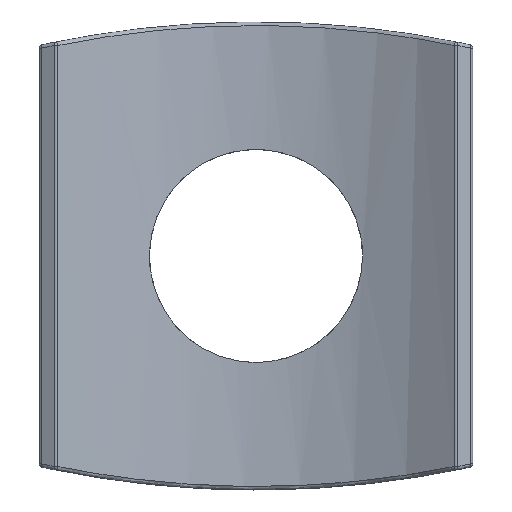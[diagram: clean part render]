
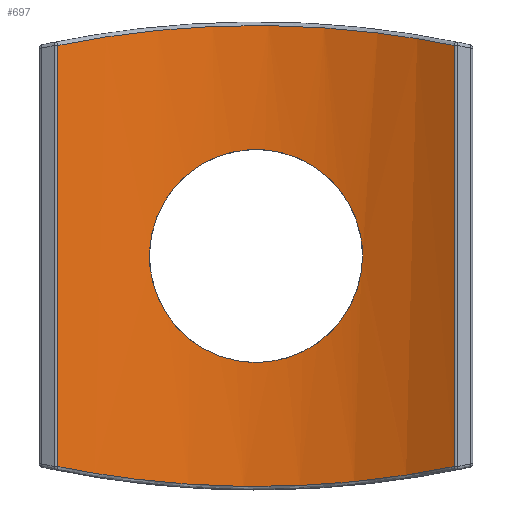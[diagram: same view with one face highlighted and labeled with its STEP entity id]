
A CAD part, front view. The second image highlights one B-rep face of the part: STEP entity #697.
In plain terms, the highlighted cylindrical face has radius 315 mm (diameter 630 mm), a partial arc.
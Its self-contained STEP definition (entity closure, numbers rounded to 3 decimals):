
#35=LINE('',#1120,#55);
#53=LINE('',#1496,#73);
#55=VECTOR('',#869,377.85);
#73=VECTOR('',#989,377.85);
#87=B_SPLINE_CURVE_WITH_KNOTS('',3,(#1195,#1196,#1197,#1198,#1199,#1200,
#1201,#1202,#1203,#1204),.UNSPECIFIED.,.F.,.F.,(4,1,1,1,1,1,1,4),(-39.556,
-34.076,-28.595,-23.114,-17.633,
-12.153,-6.672,-1.191),.UNSPECIFIED.);
#93=B_SPLINE_CURVE_WITH_KNOTS('',3,(#1579,#1580,#1581,#1582,#1583,#1584,
#1585,#1586,#1587,#1588),.UNSPECIFIED.,.F.,.F.,(4,1,1,1,1,1,1,4),(-39.556,
-34.076,-28.595,-23.114,-17.633,
-12.153,-6.672,-1.191),.UNSPECIFIED.);
#95=B_SPLINE_CURVE_WITH_KNOTS('',3,(#1601,#1602,#1603,#1604,#1605,#1606,
#1607,#1608,#1609,#1610,#1611,#1612,#1613,#1614,#1615,#1616,#1617,#1618,
#1619,#1620,#1621,#1622,#1623,#1624,#1625,#1626,#1627,#1628,#1629,#1630,
#1631,#1632,#1633,#1634,#1635,#1636,#1637,#1638,#1639,#1640,#1641,#1642,
#1643,#1644,#1645,#1646,#1647,#1648,#1649,#1650,#1651,#1652,#1653,#1654,
#1655,#1656,#1657,#1658,#1659,#1660,#1661,#1662,#1663,#1664,#1665,#1666),
 .UNSPECIFIED.,.T.,.F.,(4,2,2,2,2,2,2,2,2,2,2,2,2,2,2,2,2,2,2,2,2,2,2,2,
2,2,2,2,2,2,2,2,4),(0.,1.814,3.627,5.441,
7.255,9.068,10.881,12.694,14.508,
16.321,18.134,19.947,21.76,23.574,
25.388,27.202,29.015,30.829,32.643,
34.456,36.27,38.083,39.897,41.71,
43.523,45.336,47.149,48.962,50.776,
52.589,54.403,56.217,58.031),
 .UNSPECIFIED.);
#110=CYLINDRICAL_SURFACE('',#794,315.);
#133=FACE_BOUND('',#242,.T.);
#182=FACE_OUTER_BOUND('',#241,.T.);
#241=EDGE_LOOP('',(#592,#593,#594,#595));
#242=EDGE_LOOP('',(#596));
#336=VERTEX_POINT('',#1099);
#338=VERTEX_POINT('',#1105);
#341=VERTEX_POINT('',#1112);
#347=VERTEX_POINT('',#1129);
#371=VERTEX_POINT('',#1600);
#400=EDGE_CURVE('',#341,#336,#35,.T.);
#407=EDGE_CURVE('',#347,#341,#87,.T.);
#457=EDGE_CURVE('',#338,#347,#53,.T.);
#460=EDGE_CURVE('',#336,#338,#93,.T.);
#462=EDGE_CURVE('',#371,#371,#95,.T.);
#592=ORIENTED_EDGE('',*,*,#400,.F.);
#593=ORIENTED_EDGE('',*,*,#407,.F.);
#594=ORIENTED_EDGE('',*,*,#457,.F.);
#595=ORIENTED_EDGE('',*,*,#460,.F.);
#596=ORIENTED_EDGE('',*,*,#462,.T.);
#697=ADVANCED_FACE('',(#182,#133),#110,.F.);
#794=AXIS2_PLACEMENT_3D('',#1599,#994,#995);
#869=DIRECTION('',(0.,0.,-1.));
#989=DIRECTION('',(0.,0.,1.));
#994=DIRECTION('center_axis',(0.,0.,1.));
#995=DIRECTION('ref_axis',(-1.,0.,0.));
#1099=CARTESIAN_POINT('',(177.759,260.051,-188.925));
#1105=CARTESIAN_POINT('',(-177.759,260.051,-188.925));
#1112=CARTESIAN_POINT('',(177.759,260.051,188.925));
#1120=CARTESIAN_POINT('',(177.759,260.051,0.));
#1129=CARTESIAN_POINT('',(-177.759,260.051,188.925));
#1195=CARTESIAN_POINT('Ctrl Pts',(-177.759,260.051,188.925));
#1196=CARTESIAN_POINT('Ctrl Pts',(-163.03,270.12,191.925));
#1197=CARTESIAN_POINT('Ctrl Pts',(-131.794,287.792,197.507));
#1198=CARTESIAN_POINT('Ctrl Pts',(-80.838,306.057,203.696));
#1199=CARTESIAN_POINT('Ctrl Pts',(-27.245,315.388,206.986));
#1200=CARTESIAN_POINT('Ctrl Pts',(27.245,315.389,206.987));
#1201=CARTESIAN_POINT('Ctrl Pts',(80.838,306.056,203.695));
#1202=CARTESIAN_POINT('Ctrl Pts',(131.794,287.792,197.507));
#1203=CARTESIAN_POINT('Ctrl Pts',(163.03,270.12,191.925));
#1204=CARTESIAN_POINT('Ctrl Pts',(177.759,260.051,188.925));
#1496=CARTESIAN_POINT('',(-177.759,260.051,0.));
#1579=CARTESIAN_POINT('Ctrl Pts',(177.759,260.051,-188.925));
#1580=CARTESIAN_POINT('Ctrl Pts',(163.03,270.12,-191.925));
#1581=CARTESIAN_POINT('Ctrl Pts',(131.794,287.792,-197.507));
#1582=CARTESIAN_POINT('Ctrl Pts',(80.838,306.057,-203.696));
#1583=CARTESIAN_POINT('Ctrl Pts',(27.245,315.388,-206.986));
#1584=CARTESIAN_POINT('Ctrl Pts',(-27.245,315.389,-206.987));
#1585=CARTESIAN_POINT('Ctrl Pts',(-80.838,306.056,-203.695));
#1586=CARTESIAN_POINT('Ctrl Pts',(-131.794,287.792,-197.507));
#1587=CARTESIAN_POINT('Ctrl Pts',(-163.03,270.12,-191.925));
#1588=CARTESIAN_POINT('Ctrl Pts',(-177.759,260.051,-188.925));
#1599=CARTESIAN_POINT('Origin',(0.,0.,0.));
#1600=CARTESIAN_POINT('',(95.625,300.135,0.));
#1601=CARTESIAN_POINT('Ctrl Pts',(95.625,300.135,0.));
#1602=CARTESIAN_POINT('Ctrl Pts',(95.625,300.135,-6.046));
#1603=CARTESIAN_POINT('Ctrl Pts',(95.042,300.322,-12.285));
#1604=CARTESIAN_POINT('Ctrl Pts',(92.603,301.083,-24.67));
#1605=CARTESIAN_POINT('Ctrl Pts',(90.747,301.656,-30.816));
#1606=CARTESIAN_POINT('Ctrl Pts',(85.857,303.084,-42.584));
#1607=CARTESIAN_POINT('Ctrl Pts',(82.818,303.94,-48.215));
#1608=CARTESIAN_POINT('Ctrl Pts',(75.811,305.763,-58.619));
#1609=CARTESIAN_POINT('Ctrl Pts',(71.841,306.729,-63.393));
#1610=CARTESIAN_POINT('Ctrl Pts',(63.394,308.585,-71.84));
#1611=CARTESIAN_POINT('Ctrl Pts',(58.621,309.542,-75.809));
#1612=CARTESIAN_POINT('Ctrl Pts',(48.216,311.333,-82.817));
#1613=CARTESIAN_POINT('Ctrl Pts',(42.584,312.165,-85.856));
#1614=CARTESIAN_POINT('Ctrl Pts',(30.815,313.545,-90.748));
#1615=CARTESIAN_POINT('Ctrl Pts',(24.668,314.094,-92.604));
#1616=CARTESIAN_POINT('Ctrl Pts',(12.282,314.822,-95.043));
#1617=CARTESIAN_POINT('Ctrl Pts',(6.044,315.,-95.625));
#1618=CARTESIAN_POINT('Ctrl Pts',(-6.044,315.,-95.625));
#1619=CARTESIAN_POINT('Ctrl Pts',(-12.282,314.822,-95.043));
#1620=CARTESIAN_POINT('Ctrl Pts',(-24.668,314.094,-92.604));
#1621=CARTESIAN_POINT('Ctrl Pts',(-30.815,313.545,-90.748));
#1622=CARTESIAN_POINT('Ctrl Pts',(-42.584,312.165,-85.856));
#1623=CARTESIAN_POINT('Ctrl Pts',(-48.216,311.333,-82.817));
#1624=CARTESIAN_POINT('Ctrl Pts',(-58.621,309.542,-75.809));
#1625=CARTESIAN_POINT('Ctrl Pts',(-63.394,308.585,-71.84));
#1626=CARTESIAN_POINT('Ctrl Pts',(-71.841,306.729,-63.393));
#1627=CARTESIAN_POINT('Ctrl Pts',(-75.811,305.763,-58.619));
#1628=CARTESIAN_POINT('Ctrl Pts',(-82.818,303.94,-48.215));
#1629=CARTESIAN_POINT('Ctrl Pts',(-85.857,303.084,-42.584));
#1630=CARTESIAN_POINT('Ctrl Pts',(-90.747,301.656,-30.816));
#1631=CARTESIAN_POINT('Ctrl Pts',(-92.603,301.083,-24.67));
#1632=CARTESIAN_POINT('Ctrl Pts',(-95.042,300.322,-12.285));
#1633=CARTESIAN_POINT('Ctrl Pts',(-95.625,300.135,-6.046));
#1634=CARTESIAN_POINT('Ctrl Pts',(-95.625,300.135,6.046));
#1635=CARTESIAN_POINT('Ctrl Pts',(-95.042,300.322,12.285));
#1636=CARTESIAN_POINT('Ctrl Pts',(-92.603,301.083,24.67));
#1637=CARTESIAN_POINT('Ctrl Pts',(-90.747,301.656,30.816));
#1638=CARTESIAN_POINT('Ctrl Pts',(-85.857,303.084,42.584));
#1639=CARTESIAN_POINT('Ctrl Pts',(-82.818,303.94,48.215));
#1640=CARTESIAN_POINT('Ctrl Pts',(-75.811,305.763,58.619));
#1641=CARTESIAN_POINT('Ctrl Pts',(-71.841,306.729,63.393));
#1642=CARTESIAN_POINT('Ctrl Pts',(-63.394,308.585,71.84));
#1643=CARTESIAN_POINT('Ctrl Pts',(-58.621,309.542,75.809));
#1644=CARTESIAN_POINT('Ctrl Pts',(-48.216,311.333,82.817));
#1645=CARTESIAN_POINT('Ctrl Pts',(-42.584,312.165,85.856));
#1646=CARTESIAN_POINT('Ctrl Pts',(-30.815,313.545,90.748));
#1647=CARTESIAN_POINT('Ctrl Pts',(-24.668,314.094,92.604));
#1648=CARTESIAN_POINT('Ctrl Pts',(-12.282,314.822,95.043));
#1649=CARTESIAN_POINT('Ctrl Pts',(-6.044,315.,95.625));
#1650=CARTESIAN_POINT('Ctrl Pts',(6.044,315.,95.625));
#1651=CARTESIAN_POINT('Ctrl Pts',(12.282,314.822,95.043));
#1652=CARTESIAN_POINT('Ctrl Pts',(24.668,314.094,92.604));
#1653=CARTESIAN_POINT('Ctrl Pts',(30.815,313.545,90.748));
#1654=CARTESIAN_POINT('Ctrl Pts',(42.584,312.165,85.856));
#1655=CARTESIAN_POINT('Ctrl Pts',(48.216,311.333,82.817));
#1656=CARTESIAN_POINT('Ctrl Pts',(58.621,309.542,75.809));
#1657=CARTESIAN_POINT('Ctrl Pts',(63.394,308.585,71.84));
#1658=CARTESIAN_POINT('Ctrl Pts',(71.841,306.729,63.393));
#1659=CARTESIAN_POINT('Ctrl Pts',(75.811,305.763,58.619));
#1660=CARTESIAN_POINT('Ctrl Pts',(82.818,303.94,48.215));
#1661=CARTESIAN_POINT('Ctrl Pts',(85.857,303.084,42.584));
#1662=CARTESIAN_POINT('Ctrl Pts',(90.747,301.656,30.816));
#1663=CARTESIAN_POINT('Ctrl Pts',(92.603,301.083,24.67));
#1664=CARTESIAN_POINT('Ctrl Pts',(95.042,300.322,12.285));
#1665=CARTESIAN_POINT('Ctrl Pts',(95.625,300.135,6.046));
#1666=CARTESIAN_POINT('Ctrl Pts',(95.625,300.135,0.));
